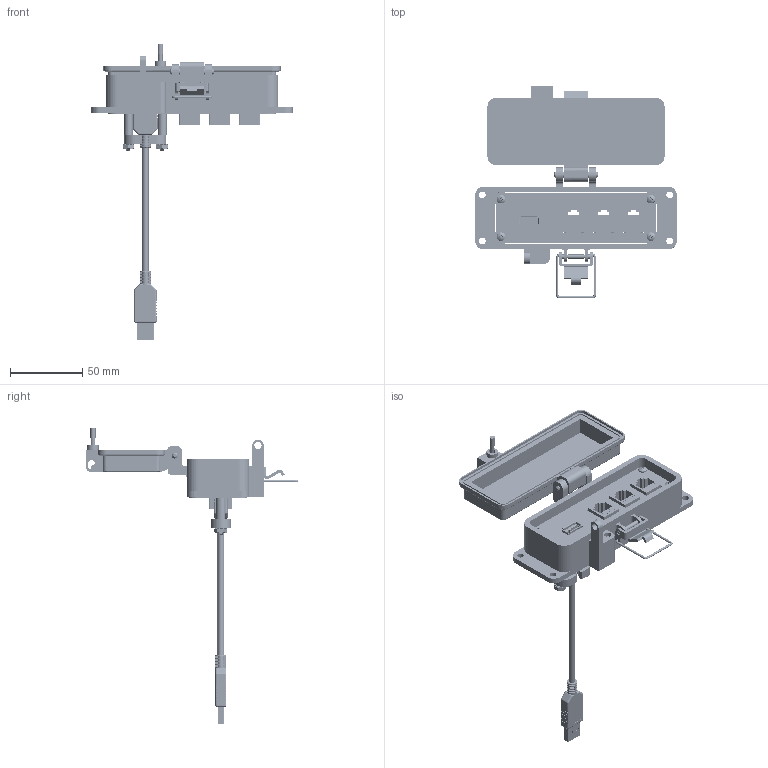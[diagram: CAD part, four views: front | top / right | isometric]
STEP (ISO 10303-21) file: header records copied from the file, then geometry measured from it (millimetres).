
FILE_DESCRIPTION (( 'STEP AP203' ), '1' );
FILE_NAME ('P-P11R2#3-H3RX-CXXX_3D.STEP', '2021-01-21T15:15:05', ( '' ), ( '' ), 'SwSTEP 2.0', 'SolidWorks 2019', '' );
FILE_SCHEMA (( 'CONFIG_CONTROL_DESIGN' ));
Length unit declared in the file: millimetre
Products named in the file (18): P-P11R2#3-H3RX-CXXX_FP060_1; Z-001-SPR_1-1_4; P-P11R2#3-H3RX-CXXX_TP240_1; P-P11R2#3-H3RX-CXXX_TP060_1; R2; 632FH_1-3_4-IN; Z-H-H3_B; Z-300-RJ45CAT5; P11; Z-002-632516HN_90675A007; Z-020-3047; Z-000-4243316TFP; P-P11R2#3-H3RX-CXXX_3D; -H3; P-P11R2#3-H3RX-CXXX_BP180_1; 92005A124_METRIC PAN HEAD PHILLIPS MACHINE SCREW_92005A124
Assembly tree (28 placements, depth 3):
  P-P11R2#3-H3RX-CXXX_3D
    P-P11R2#3-H3RX-CXXX_BP180_1
    P-P11R2#3-H3RX-CXXX_TP060_1
    Z-000-4243316TFP  x4
    P11
      Z-020-3047
    P-P11R2#3-H3RX-CXXX_TP240_1
    632FH_1-3_4-IN  x2
    Z-001-SPR_1-1_4  x2
    Z-002-632516HN_90675A007  x2
    P-P11R2#3-H3RX-CXXX_FP060_1
    R2
      Z-300-RJ45CAT5
    R2
      Z-300-RJ45CAT5
    R2
      Z-300-RJ45CAT5
    -H3
      Z-H-H3_B
    92005A124_METRIC PAN HEAD PHILLIPS MACHINE SCREW_92005A124  x4
Bounding box: 140 x 147.61 x 205.72 mm (x, y, z)
Volume: 126148.3 mm3; surface area: 105185 mm2
Topology: 39 solids, 39 shells, 4083 faces, 11553 edges, 7607 vertices
Faces by surface type: plane 1739, cylinder 1614, bspline 546, cone 160, torus 16, sphere 8
Entity records: 97763 total; most frequent: CARTESIAN_POINT 35789, ORIENTED_EDGE 13698, DIRECTION 10916, EDGE_CURVE 6849, VERTEX_POINT 4512, VECTOR 4034, LINE 4034, AXIS2_PLACEMENT_3D 3441
